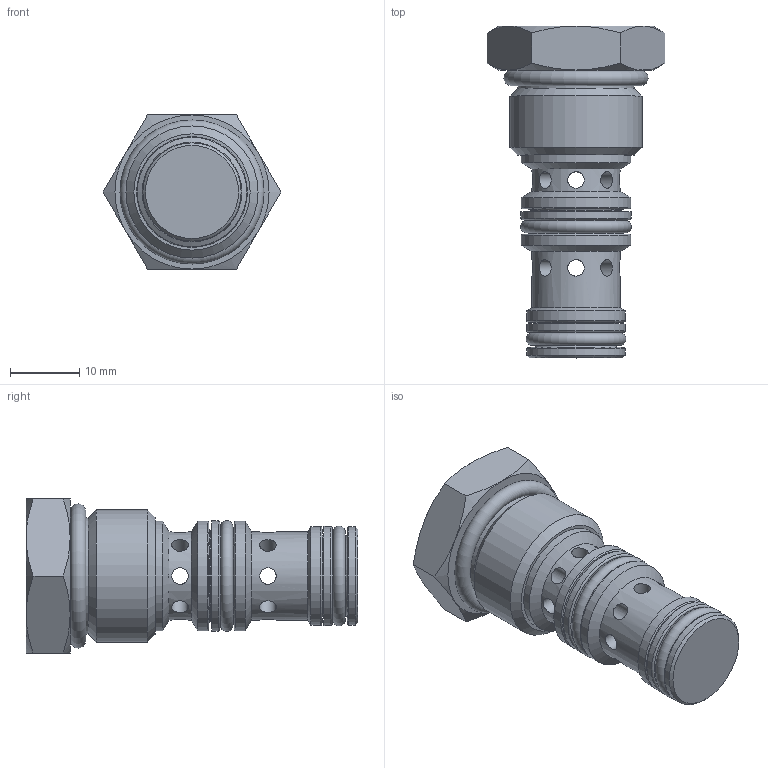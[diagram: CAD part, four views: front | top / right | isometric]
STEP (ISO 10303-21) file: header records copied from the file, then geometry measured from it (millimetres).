
FILE_DESCRIPTION((''),'2;1');
FILE_NAME('dpc-080-p-n-25_10225-35_RB.stp','2012-06-13T09:46:47',('mmartin'),(''),'Autodesk Inventor 2010','Autodesk Inventor 2010','');
FILE_SCHEMA(('AUTOMOTIVE_DESIGN { 1 0 10303 214 1 1 1 1 }'));
Length unit declared in the file: inch
Products named in the file (1): 10225-35_Shrinkwrap
Bounding box: 25.66 x 47.85 x 22.23 mm (x, y, z)
Volume: 10251.6 mm3; surface area: 4982.3 mm2
Topology: 3 solids, 3 shells, 86 faces, 216 edges, 122 vertices
Faces by surface type: cylinder 34, cone 23, plane 12, torus 11, bspline 6
Full cylindrical faces by diameter (mm): 2.388 x16, 11.455 x2, 11.557 x1, 12.7 x2, 13.056 x2, 13.157 x1, 14.186 x2, 14.288 x1, 15.799 x3, 15.875 x1, 16.764 x2, 19.05 x1
Entity records: 2743 total; most frequent: CARTESIAN_POINT 1111, DIRECTION 324, ORIENTED_EDGE 248, EDGE_LOOP 168, AXIS2_PLACEMENT_3D 159, EDGE_CURVE 124, VERTEX_POINT 94, FACE_OUTER_BOUND 86
